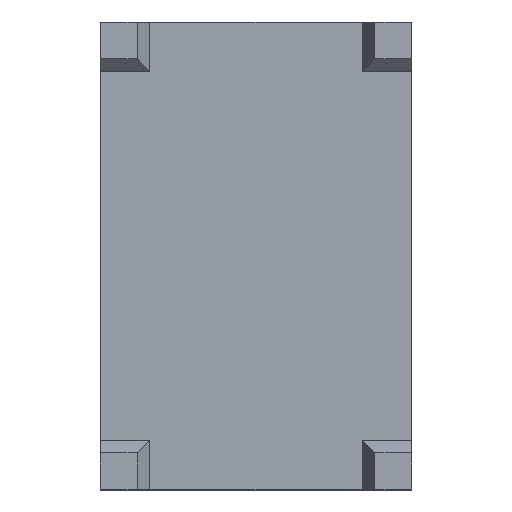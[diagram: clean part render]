
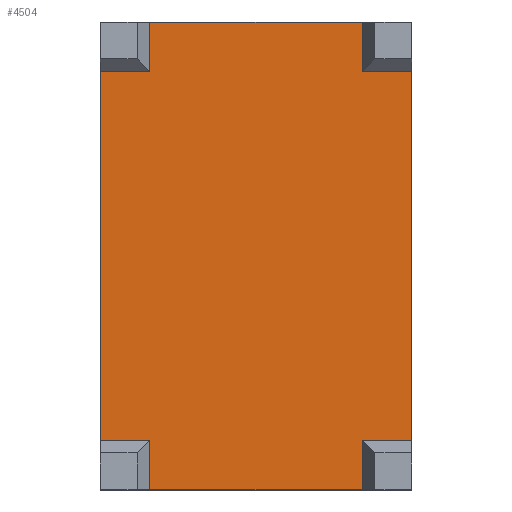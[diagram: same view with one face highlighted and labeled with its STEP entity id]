
A CAD part, top view. The second image highlights one B-rep face of the part: STEP entity #4504.
In plain terms, the highlighted planar face has unit normal (0, 0, 1).
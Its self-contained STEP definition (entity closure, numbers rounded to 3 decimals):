
#6 = EDGE_CURVE ( 'NONE', #2695, #136, #2267, .T. ) ;
#136 = VERTEX_POINT ( 'NONE', #975 ) ;
#168 = VECTOR ( 'NONE', #1955, 1000. ) ;
#176 = ORIENTED_EDGE ( 'NONE', *, *, #316, .T. ) ;
#202 = LINE ( 'NONE', #500, #168 ) ;
#208 = AXIS2_PLACEMENT_3D ( 'NONE', #992, #2937, #3242 ) ;
#240 = VECTOR ( 'NONE', #927, 1000. ) ;
#316 = EDGE_CURVE ( 'NONE', #3960, #1432, #1480, .T. ) ;
#382 = VECTOR ( 'NONE', #3226, 1000. ) ;
#386 = LINE ( 'NONE', #3303, #1982 ) ;
#391 = CARTESIAN_POINT ( 'NONE',  ( -6.325, 7.5, 6.75 ) ) ;
#399 = CARTESIAN_POINT ( 'NONE',  ( 4.325, 9.5, 6.75 ) ) ;
#500 = CARTESIAN_POINT ( 'NONE',  ( 6.325, -7.5, 6.75 ) ) ;
#525 = LINE ( 'NONE', #3909, #2691 ) ;
#531 = LINE ( 'NONE', #3938, #4462 ) ;
#546 = CARTESIAN_POINT ( 'NONE',  ( 6.325, 7.5, 6.75 ) ) ;
#665 = PLANE ( 'NONE',  #208 ) ;
#775 = VERTEX_POINT ( 'NONE', #3941 ) ;
#831 = VECTOR ( 'NONE', #2602, 1000. ) ;
#840 = ORIENTED_EDGE ( 'NONE', *, *, #6, .F. ) ;
#858 = EDGE_CURVE ( 'NONE', #2337, #136, #3312, .T. ) ;
#927 = DIRECTION ( 'NONE',  ( 0., -1., 0. ) ) ;
#960 = DIRECTION ( 'NONE',  ( 0., -1., 0. ) ) ;
#975 = CARTESIAN_POINT ( 'NONE',  ( -6.325, -7.5, 6.75 ) ) ;
#992 = CARTESIAN_POINT ( 'NONE',  ( 4.325, 9.5, 6.75 ) ) ;
#1026 = LINE ( 'NONE', #2532, #382 ) ;
#1077 = EDGE_CURVE ( 'NONE', #4404, #4346, #525, .T. ) ;
#1206 = EDGE_CURVE ( 'NONE', #3601, #775, #1026, .T. ) ;
#1287 = EDGE_CURVE ( 'NONE', #775, #4742, #386, .T. ) ;
#1432 = VERTEX_POINT ( 'NONE', #2795 ) ;
#1480 = LINE ( 'NONE', #1859, #831 ) ;
#1557 = ORIENTED_EDGE ( 'NONE', *, *, #1077, .T. ) ;
#1634 = CARTESIAN_POINT ( 'NONE',  ( 6.325, 7.5, 6.75 ) ) ;
#1726 = CARTESIAN_POINT ( 'NONE',  ( -6.325, 7.5, 6.75 ) ) ;
#1785 = EDGE_CURVE ( 'NONE', #4518, #1432, #3840, .T. ) ;
#1804 = FACE_OUTER_BOUND ( 'NONE', #3795, .T. ) ;
#1838 = DIRECTION ( 'NONE',  ( 0., -1., 0. ) ) ;
#1846 = EDGE_CURVE ( 'NONE', #4404, #2902, #3174, .T. ) ;
#1859 = CARTESIAN_POINT ( 'NONE',  ( -6.325, -9.5, 6.75 ) ) ;
#1866 = CARTESIAN_POINT ( 'NONE',  ( 6.325, -7.5, 6.75 ) ) ;
#1885 = ORIENTED_EDGE ( 'NONE', *, *, #858, .T. ) ;
#1942 = CARTESIAN_POINT ( 'NONE',  ( 6.325, -7.5, 6.75 ) ) ;
#1955 = DIRECTION ( 'NONE',  ( -1., 0., 0. ) ) ;
#1982 = VECTOR ( 'NONE', #1838, 1000. ) ;
#2267 = LINE ( 'NONE', #1866, #3691 ) ;
#2337 = VERTEX_POINT ( 'NONE', #1726 ) ;
#2381 = DIRECTION ( 'NONE',  ( -1., 0., 0. ) ) ;
#2398 = DIRECTION ( 'NONE',  ( 0., -1., 0. ) ) ;
#2417 = DIRECTION ( 'NONE',  ( -1., 0., 0. ) ) ;
#2465 = ORIENTED_EDGE ( 'NONE', *, *, #1287, .T. ) ;
#2532 = CARTESIAN_POINT ( 'NONE',  ( 4.325, 9.5, 6.75 ) ) ;
#2590 = DIRECTION ( 'NONE',  ( -1., 0., 0. ) ) ;
#2602 = DIRECTION ( 'NONE',  ( 1., 0., 0. ) ) ;
#2637 = ORIENTED_EDGE ( 'NONE', *, *, #4572, .F. ) ;
#2690 = CARTESIAN_POINT ( 'NONE',  ( 4.325, 7.5, 6.75 ) ) ;
#2691 = VECTOR ( 'NONE', #2381, 1000. ) ;
#2695 = VERTEX_POINT ( 'NONE', #4713 ) ;
#2795 = CARTESIAN_POINT ( 'NONE',  ( 4.325, -9.5, 6.75 ) ) ;
#2858 = CARTESIAN_POINT ( 'NONE',  ( 4.325, -7.5, 6.75 ) ) ;
#2902 = VERTEX_POINT ( 'NONE', #1942 ) ;
#2937 = DIRECTION ( 'NONE',  ( 0., 0., 1. ) ) ;
#2954 = CARTESIAN_POINT ( 'NONE',  ( -4.325, 7.5, 6.75 ) ) ;
#2997 = ORIENTED_EDGE ( 'NONE', *, *, #1785, .F. ) ;
#3084 = CARTESIAN_POINT ( 'NONE',  ( 4.325, 9.5, 6.75 ) ) ;
#3137 = ORIENTED_EDGE ( 'NONE', *, *, #4140, .T. ) ;
#3147 = LINE ( 'NONE', #3175, #240 ) ;
#3149 = EDGE_CURVE ( 'NONE', #4742, #2337, #3539, .T. ) ;
#3174 = LINE ( 'NONE', #4697, #3865 ) ;
#3175 = CARTESIAN_POINT ( 'NONE',  ( -4.325, 9.5, 6.75 ) ) ;
#3208 = EDGE_CURVE ( 'NONE', #2902, #4518, #202, .T. ) ;
#3226 = DIRECTION ( 'NONE',  ( -1., 0., 0. ) ) ;
#3242 = DIRECTION ( 'NONE',  ( 1., 0., 0. ) ) ;
#3246 = DIRECTION ( 'NONE',  ( 0., -1., 0. ) ) ;
#3303 = CARTESIAN_POINT ( 'NONE',  ( -4.325, 9.5, 6.75 ) ) ;
#3312 = LINE ( 'NONE', #391, #4094 ) ;
#3539 = LINE ( 'NONE', #546, #3559 ) ;
#3554 = CARTESIAN_POINT ( 'NONE',  ( -4.325, -9.5, 6.75 ) ) ;
#3559 = VECTOR ( 'NONE', #2417, 1000. ) ;
#3601 = VERTEX_POINT ( 'NONE', #399 ) ;
#3691 = VECTOR ( 'NONE', #2590, 1000. ) ;
#3795 = EDGE_LOOP ( 'NONE', ( #2465, #4381, #1885, #840, #3137, #176, #2997, #4378, #4399, #1557, #2637, #4533 ) ) ;
#3840 = LINE ( 'NONE', #3084, #3937 ) ;
#3865 = VECTOR ( 'NONE', #3246, 1000. ) ;
#3909 = CARTESIAN_POINT ( 'NONE',  ( 6.325, 7.5, 6.75 ) ) ;
#3937 = VECTOR ( 'NONE', #2398, 1000. ) ;
#3938 = CARTESIAN_POINT ( 'NONE',  ( 4.325, 9.5, 6.75 ) ) ;
#3941 = CARTESIAN_POINT ( 'NONE',  ( -4.325, 9.5, 6.75 ) ) ;
#3960 = VERTEX_POINT ( 'NONE', #3554 ) ;
#4094 = VECTOR ( 'NONE', #4431, 1000. ) ;
#4140 = EDGE_CURVE ( 'NONE', #2695, #3960, #3147, .T. ) ;
#4346 = VERTEX_POINT ( 'NONE', #2690 ) ;
#4378 = ORIENTED_EDGE ( 'NONE', *, *, #3208, .F. ) ;
#4381 = ORIENTED_EDGE ( 'NONE', *, *, #3149, .T. ) ;
#4399 = ORIENTED_EDGE ( 'NONE', *, *, #1846, .F. ) ;
#4404 = VERTEX_POINT ( 'NONE', #1634 ) ;
#4431 = DIRECTION ( 'NONE',  ( 0., -1., 0. ) ) ;
#4462 = VECTOR ( 'NONE', #960, 1000. ) ;
#4504 = ADVANCED_FACE ( 'NONE', ( #1804 ), #665, .T. ) ;
#4518 = VERTEX_POINT ( 'NONE', #2858 ) ;
#4533 = ORIENTED_EDGE ( 'NONE', *, *, #1206, .T. ) ;
#4572 = EDGE_CURVE ( 'NONE', #3601, #4346, #531, .T. ) ;
#4697 = CARTESIAN_POINT ( 'NONE',  ( 6.325, 7.5, 6.75 ) ) ;
#4713 = CARTESIAN_POINT ( 'NONE',  ( -4.325, -7.5, 6.75 ) ) ;
#4742 = VERTEX_POINT ( 'NONE', #2954 ) ;
